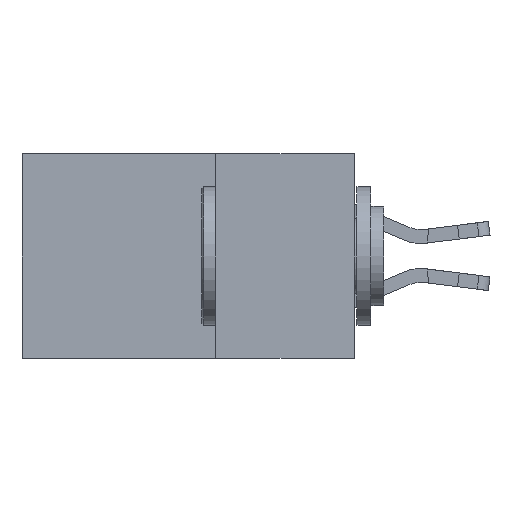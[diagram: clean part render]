
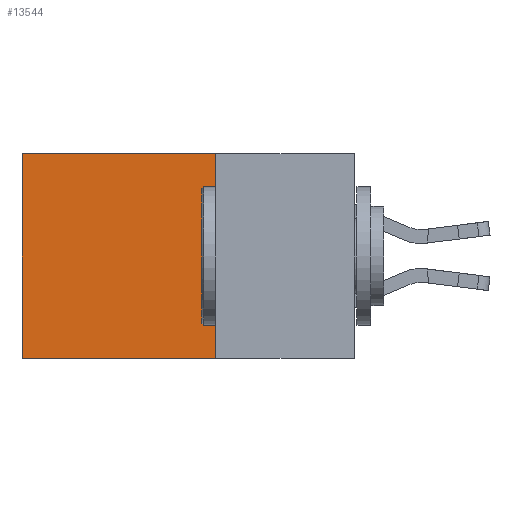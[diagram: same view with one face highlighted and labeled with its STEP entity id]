
A CAD part, left-side view. The second image highlights one B-rep face of the part: STEP entity #13544.
In plain terms, the highlighted planar face has unit normal (-1, 0, 0).
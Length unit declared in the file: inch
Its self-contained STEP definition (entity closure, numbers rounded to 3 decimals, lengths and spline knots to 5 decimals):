
#353 = AXIS2_PLACEMENT_3D ( 'NONE', #6704, #10107, #16520 ) ;
#1966 = FACE_OUTER_BOUND ( 'NONE', #18341, .T. ) ;
#3068 = VECTOR ( 'NONE', #20287, 39.37008 ) ;
#3169 = VERTEX_POINT ( 'NONE', #10116 ) ;
#3988 = EDGE_CURVE ( 'NONE', #12683, #3169, #9324, .T. ) ;
#4489 = DIRECTION ( 'NONE',  ( 0., 1., 0. ) ) ;
#4969 = DIRECTION ( 'NONE',  ( 0., 0., -1. ) ) ;
#5058 = ORIENTED_EDGE ( 'NONE', *, *, #3988, .F. ) ;
#5563 = VECTOR ( 'NONE', #4969, 39.37008 ) ;
#6704 = CARTESIAN_POINT ( 'NONE',  ( 0.2615, 0.25, -0.37 ) ) ;
#6819 = CARTESIAN_POINT ( 'NONE',  ( 0.2615, 0.6, 0. ) ) ;
#7395 = LINE ( 'NONE', #13831, #3068 ) ;
#8080 = CARTESIAN_POINT ( 'NONE',  ( 0.2615, 0.25, -0.37 ) ) ;
#8632 = VERTEX_POINT ( 'NONE', #6819 ) ;
#9104 = ORIENTED_EDGE ( 'NONE', *, *, #18948, .T. ) ;
#9197 = DIRECTION ( 'NONE',  ( 0., 1., 0. ) ) ;
#9236 = ORIENTED_EDGE ( 'NONE', *, *, #10284, .F. ) ;
#9324 = LINE ( 'NONE', #9750, #5563 ) ;
#9750 = CARTESIAN_POINT ( 'NONE',  ( 0.2615, 0.25, -0.37 ) ) ;
#9869 = CARTESIAN_POINT ( 'NONE',  ( 0.2615, 0.25, 0. ) ) ;
#10107 = DIRECTION ( 'NONE',  ( 1., 0., 0. ) ) ;
#10116 = CARTESIAN_POINT ( 'NONE',  ( 0.2615, 0.25, -0.37 ) ) ;
#10209 = ORIENTED_EDGE ( 'NONE', *, *, #14915, .T. ) ;
#10284 = EDGE_CURVE ( 'NONE', #3169, #10517, #11350, .T. ) ;
#10517 = VERTEX_POINT ( 'NONE', #11568 ) ;
#11350 = LINE ( 'NONE', #8080, #13404 ) ;
#11568 = CARTESIAN_POINT ( 'NONE',  ( 0.2615, 0.6, -0.37 ) ) ;
#12683 = VERTEX_POINT ( 'NONE', #9869 ) ;
#13404 = VECTOR ( 'NONE', #4489, 39.37008 ) ;
#13544 = ADVANCED_FACE ( 'NONE', ( #1966 ), #16205, .F. ) ;
#13831 = CARTESIAN_POINT ( 'NONE',  ( 0.2615, 0.6, -0.37 ) ) ;
#13948 = LINE ( 'NONE', #20395, #19016 ) ;
#14915 = EDGE_CURVE ( 'NONE', #8632, #10517, #7395, .T. ) ;
#16205 = PLANE ( 'NONE',  #353 ) ;
#16520 = DIRECTION ( 'NONE',  ( 0., 0., -1. ) ) ;
#18341 = EDGE_LOOP ( 'NONE', ( #10209, #9236, #5058, #9104 ) ) ;
#18948 = EDGE_CURVE ( 'NONE', #12683, #8632, #13948, .T. ) ;
#19016 = VECTOR ( 'NONE', #9197, 39.37008 ) ;
#20287 = DIRECTION ( 'NONE',  ( 0., 0., -1. ) ) ;
#20395 = CARTESIAN_POINT ( 'NONE',  ( 0.2615, 0.25, 0. ) ) ;
